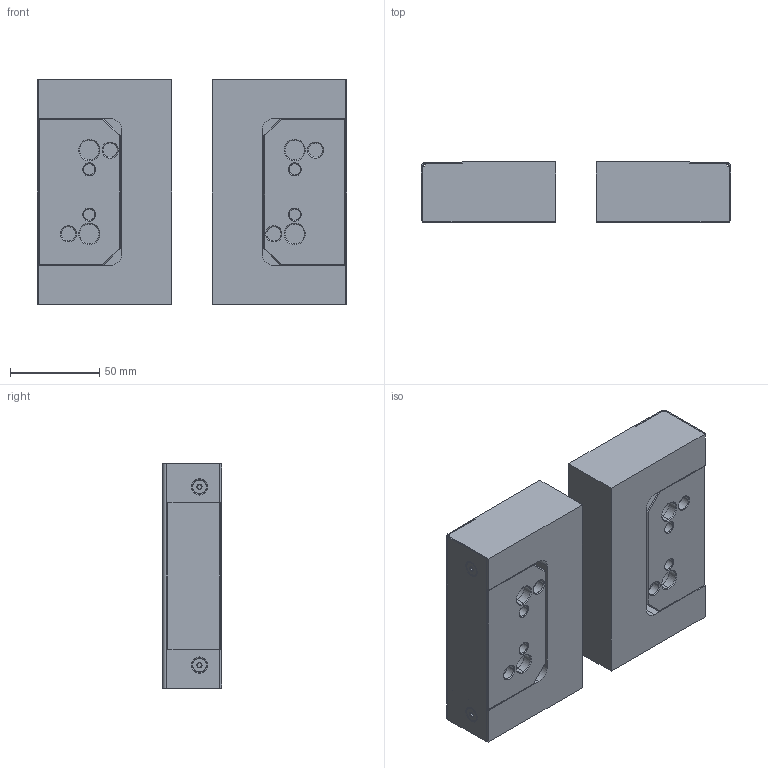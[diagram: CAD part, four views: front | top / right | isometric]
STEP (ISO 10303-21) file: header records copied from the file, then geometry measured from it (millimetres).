
FILE_DESCRIPTION (( 'STEP AP214' ), '1' );
FILE_NAME ('AL52A.STEP', '2020-04-17T20:16:06', ( '' ), ( '' ), 'SwSTEP 2.0', 'SolidWorks 2018', '' );
FILE_SCHEMA (( 'AUTOMOTIVE_DESIGN' ));
Length unit declared in the file: inch
Products named in the file (5): AL5-1; AL52A; AL5-3; M4X8.FHS_92125A188; AL5-2A
Assembly tree (14 placements, depth 2):
  AL52A
    AL5-1  x2
    AL5-2A  x2
    AL5-3  x2
    M4X8.FHS_92125A188  x8
Bounding box: 173.68 x 33.66 x 125.73 mm (x, y, z)
Volume: 608700.5 mm3; surface area: 125202.7 mm2
Topology: 14 solids, 14 shells, 836 faces, 2100 edges, 1304 vertices
Faces by surface type: cylinder 336, cone 232, plane 216, torus 32, bspline 20
Entity records: 8702 total; most frequent: CARTESIAN_POINT 2581, DIRECTION 1213, ORIENTED_EDGE 1184, EDGE_CURVE 592, AXIS2_PLACEMENT_3D 457, VERTEX_POINT 367, LINE 299, VECTOR 299
